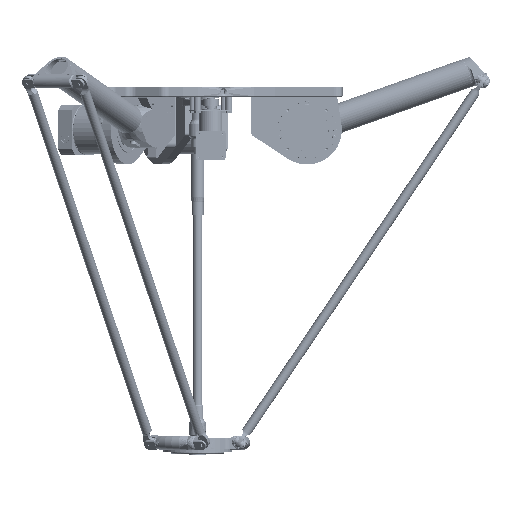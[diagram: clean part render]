
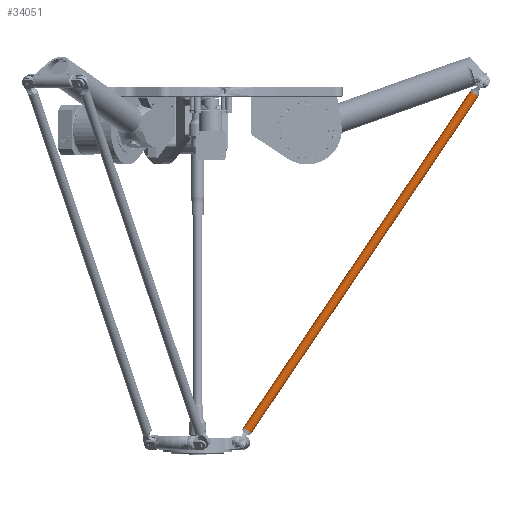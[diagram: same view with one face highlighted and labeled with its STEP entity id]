
A CAD part, front view. The second image highlights one B-rep face of the part: STEP entity #34051.
In plain terms, the highlighted cylindrical face has radius 15 mm (diameter 30 mm), a full revolution.
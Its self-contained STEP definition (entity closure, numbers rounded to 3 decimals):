
#1446=FACE_BOUND('',#10422,.T.);
#4512=CIRCLE('',#37875,15.);
#4516=CIRCLE('',#37881,15.);
#5349=CYLINDRICAL_SURFACE('',#37932,15.);
#7310=FACE_OUTER_BOUND('',#10421,.T.);
#10421=EDGE_LOOP('',(#30104));
#10422=EDGE_LOOP('',(#30105));
#17995=VERTEX_POINT('',#69576);
#17999=VERTEX_POINT('',#69586);
#22078=EDGE_CURVE('',#17995,#17995,#4512,.T.);
#22082=EDGE_CURVE('',#17999,#17999,#4516,.T.);
#30104=ORIENTED_EDGE('',*,*,#22078,.T.);
#30105=ORIENTED_EDGE('',*,*,#22082,.T.);
#34051=ADVANCED_FACE('',(#7310,#1446),#5349,.T.);
#37875=AXIS2_PLACEMENT_3D('',#69577,#46959,#46960);
#37881=AXIS2_PLACEMENT_3D('',#69587,#46971,#46972);
#37932=AXIS2_PLACEMENT_3D('',#70920,#47092,#47093);
#46959=DIRECTION('center_axis',(-1.,0.,0.));
#46960=DIRECTION('ref_axis',(0.,0.,1.));
#46971=DIRECTION('center_axis',(1.,0.,0.));
#46972=DIRECTION('ref_axis',(0.,0.,1.));
#47092=DIRECTION('center_axis',(-1.,0.,0.));
#47093=DIRECTION('ref_axis',(0.,0.,1.));
#69576=CARTESIAN_POINT('',(64.959,0.,15.));
#69577=CARTESIAN_POINT('Origin',(64.959,0.,0.));
#69586=CARTESIAN_POINT('',(-1159.959,0.,15.));
#69587=CARTESIAN_POINT('Origin',(-1159.959,0.,0.));
#70920=CARTESIAN_POINT('Origin',(70.5,0.,0.));
